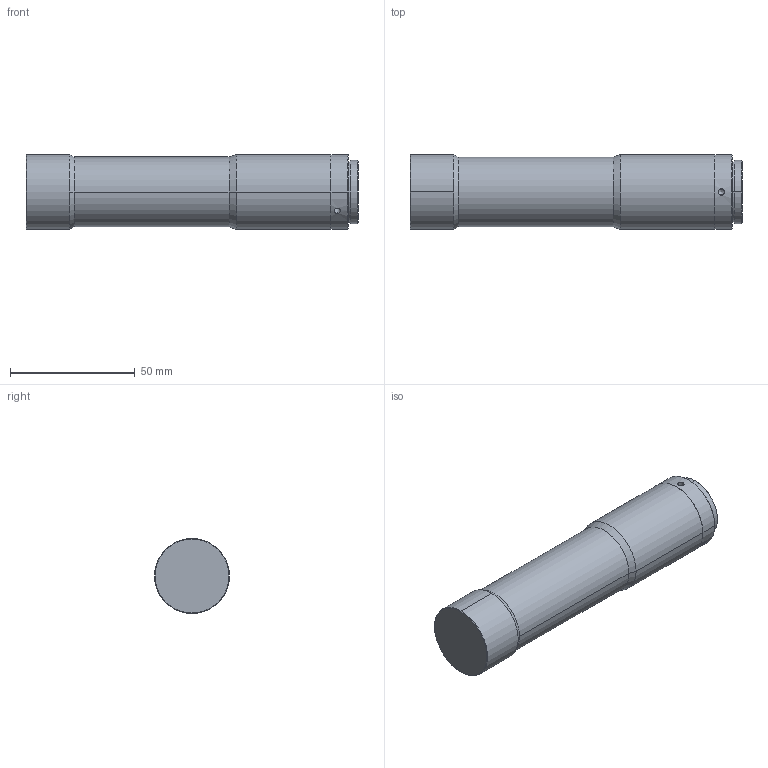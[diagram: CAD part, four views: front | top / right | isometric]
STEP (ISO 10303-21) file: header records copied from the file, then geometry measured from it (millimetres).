
FILE_DESCRIPTION (( 'STEP AP203' ), '1' );
FILE_NAME ('WWH15-110ATV2.STEP', '2021-03-08T02:30:34', ( 'Windows User' ), ( 'P R C' ), 'SwSTEP 2.0', 'SolidWorks 2017', '' );
FILE_SCHEMA (( 'CONFIG_CONTROL_DESIGN' ));
Length unit declared in the file: millimetre
Products named in the file (1): WWH15-110ATV2
Bounding box: 132.8 x 30 x 30 mm (x, y, z)
Volume: 87019.8 mm3; surface area: 14323.5 mm2
Topology: 1 solids, 1 shells, 42 faces, 96 edges, 57 vertices
Faces by surface type: cylinder 20, cone 16, plane 6
Entity records: 1317 total; most frequent: CARTESIAN_POINT 292, DIRECTION 218, ORIENTED_EDGE 180, AXIS2_PLACEMENT_3D 91, EDGE_CURVE 90, VERTEX_POINT 57, EDGE_LOOP 49, CIRCLE 48
